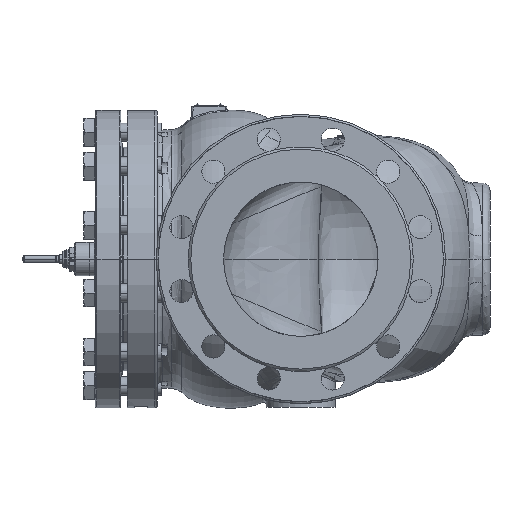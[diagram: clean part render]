
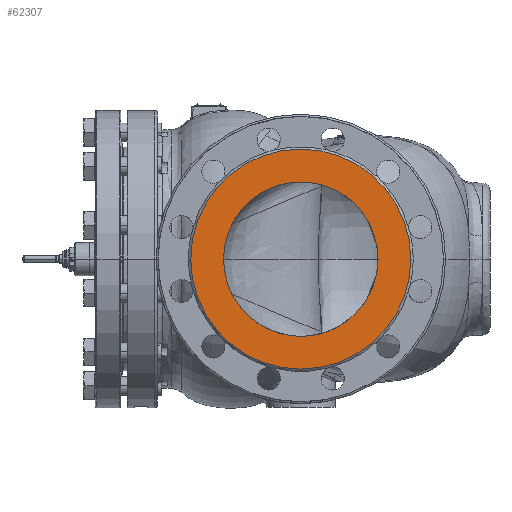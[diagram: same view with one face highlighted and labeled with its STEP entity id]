
A CAD part, left-side view. The second image highlights one B-rep face of the part: STEP entity #62307.
In plain terms, the highlighted planar face has unit normal (-1, 0, 0).
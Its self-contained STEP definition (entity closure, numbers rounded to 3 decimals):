
#13643=CARTESIAN_POINT('',(-300.,89.101,45.399));
#13644=CARTESIAN_POINT('',(-300.,91.184,41.311));
#13645=CARTESIAN_POINT('',(-300.,94.496,33.447));
#13646=CARTESIAN_POINT('',(-300.,97.685,22.344));
#13647=CARTESIAN_POINT('',(-300.,99.547,11.449));
#13648=CARTESIAN_POINT('',(-300.,100.,3.927));
#13649=CARTESIAN_POINT('',(-300.,100.,0.));
#13725=CARTESIAN_POINT('',(-300.,100.,0.));
#13726=CARTESIAN_POINT('',(-300.,100.,-3.927));
#13727=CARTESIAN_POINT('',(-300.,99.547,-11.449));
#13728=CARTESIAN_POINT('',(-300.,97.685,-22.344));
#13729=CARTESIAN_POINT('',(-300.,94.496,-33.447));
#13730=CARTESIAN_POINT('',(-300.,91.184,-41.311));
#13731=CARTESIAN_POINT('',(-300.,89.101,-45.399));
#14023=CARTESIAN_POINT('',(-300.,-100.,0.));
#14024=CARTESIAN_POINT('',(-300.,-100.,5.897));
#14025=CARTESIAN_POINT('',(-300.,-98.926,18.346));
#14026=CARTESIAN_POINT('',(-300.,-93.608,36.842));
#14027=CARTESIAN_POINT('',(-300.,-86.704,50.383));
#14028=CARTESIAN_POINT('',(-300.,-80.558,59.418));
#14029=CARTESIAN_POINT('',(-300.,-76.099,64.99));
#14030=CARTESIAN_POINT('',(-300.,-71.84,69.649));
#14031=CARTESIAN_POINT('',(-300.,-66.179,75.144));
#14032=CARTESIAN_POINT('',(-300.,-59.025,80.955));
#14033=CARTESIAN_POINT('',(-300.,-50.321,86.614));
#14034=CARTESIAN_POINT('',(-300.,-41.429,91.194));
#14035=CARTESIAN_POINT('',(-300.,-32.189,94.854));
#14036=CARTESIAN_POINT('',(-300.,-22.39,97.646));
#14037=CARTESIAN_POINT('',(-300.,-13.569,99.199));
#14038=CARTESIAN_POINT('',(-300.,-5.997,99.876));
#14039=CARTESIAN_POINT('',(-300.,-0.148,100.059));
#14040=CARTESIAN_POINT('',(-300.,5.98,99.886));
#14041=CARTESIAN_POINT('',(-300.,14.527,99.109));
#14042=CARTESIAN_POINT('',(-300.,25.858,96.952));
#14043=CARTESIAN_POINT('',(-300.,39.729,92.172));
#14044=CARTESIAN_POINT('',(-300.,50.836,86.369));
#14045=CARTESIAN_POINT('',(-300.,59.087,80.789));
#14046=CARTESIAN_POINT('',(-300.,64.888,76.208));
#14047=CARTESIAN_POINT('',(-300.,70.234,71.302));
#14048=CARTESIAN_POINT('',(-300.,75.087,66.168));
#14049=CARTESIAN_POINT('',(-300.,78.689,61.778));
#14050=CARTESIAN_POINT('',(-300.,81.303,58.252));
#14051=CARTESIAN_POINT('',(-300.,83.738,54.734));
#14052=CARTESIAN_POINT('',(-300.,86.446,50.386));
#14053=CARTESIAN_POINT('',(-300.,88.27,47.029));
#14054=CARTESIAN_POINT('',(-300.,89.101,45.399));
#14179=CARTESIAN_POINT('',(-300.,0.,0.));
#14180=DIRECTION('',(1.,0.,0.));
#14181=DIRECTION('',(0.,1.,0.));
#14182=AXIS2_PLACEMENT_3D('',#14179,#14180,#14181);
#14572=CARTESIAN_POINT('',(-300.,0.,0.));
#14573=DIRECTION('',(-1.,0.,0.));
#14574=DIRECTION('',(0.,1.,0.));
#14575=AXIS2_PLACEMENT_3D('',#14572,#14573,#14574);
#14696=CARTESIAN_POINT('',(-300.,89.101,-45.399));
#14697=CARTESIAN_POINT('',(-300.,88.27,-47.029));
#14698=CARTESIAN_POINT('',(-300.,86.446,-50.386));
#14699=CARTESIAN_POINT('',(-300.,83.738,-54.734));
#14700=CARTESIAN_POINT('',(-300.,81.303,-58.252));
#14701=CARTESIAN_POINT('',(-300.,78.689,-61.778));
#14702=CARTESIAN_POINT('',(-300.,75.087,-66.168));
#14703=CARTESIAN_POINT('',(-300.,70.234,-71.302));
#14704=CARTESIAN_POINT('',(-300.,64.888,-76.208));
#14705=CARTESIAN_POINT('',(-300.,59.087,-80.789));
#14706=CARTESIAN_POINT('',(-300.,50.836,-86.369));
#14707=CARTESIAN_POINT('',(-300.,39.729,-92.172));
#14708=CARTESIAN_POINT('',(-300.,25.858,-96.952));
#14709=CARTESIAN_POINT('',(-300.,14.527,-99.109));
#14710=CARTESIAN_POINT('',(-300.,5.98,-99.886));
#14711=CARTESIAN_POINT('',(-300.,-0.148,-100.059));
#14712=CARTESIAN_POINT('',(-300.,-5.997,-99.876));
#14713=CARTESIAN_POINT('',(-300.,-13.569,-99.199));
#14714=CARTESIAN_POINT('',(-300.,-22.39,-97.646));
#14715=CARTESIAN_POINT('',(-300.,-32.189,-94.854));
#14716=CARTESIAN_POINT('',(-300.,-41.429,-91.194));
#14717=CARTESIAN_POINT('',(-300.,-50.321,-86.614));
#14718=CARTESIAN_POINT('',(-300.,-59.025,-80.955));
#14719=CARTESIAN_POINT('',(-300.,-66.179,-75.144));
#14720=CARTESIAN_POINT('',(-300.,-71.84,-69.649));
#14721=CARTESIAN_POINT('',(-300.,-76.099,-64.99));
#14722=CARTESIAN_POINT('',(-300.,-80.558,-59.418));
#14723=CARTESIAN_POINT('',(-300.,-86.704,-50.383));
#14724=CARTESIAN_POINT('',(-300.,-93.608,-36.842));
#14725=CARTESIAN_POINT('',(-300.,-98.926,-18.346));
#14726=CARTESIAN_POINT('',(-300.,-100.,-5.897));
#14727=CARTESIAN_POINT('',(-300.,-100.,0.));
#30719=VERTEX_POINT('',#14696);
#30720=VERTEX_POINT('',#14727);
#30721=VERTEX_POINT('',#13725);
#30722=VERTEX_POINT('',#14054);
#30737=CARTESIAN_POINT('',(-300.,142.5,0.));
#30739=VERTEX_POINT('',#30737);
#30741=CARTESIAN_POINT('',(-300.,-142.5,0.));
#30743=VERTEX_POINT('',#30741);
#62289=CARTESIAN_POINT('',(-300.,0.,0.));
#62290=DIRECTION('',(1.,0.,0.));
#62291=DIRECTION('',(0.,-1.,0.));
#62292=AXIS2_PLACEMENT_3D('',#62289,#62290,#62291);
#62293=PLANE('',#62292);
#62295=ORIENTED_EDGE('',*,*,#62294,.T.);
#62297=ORIENTED_EDGE('',*,*,#62296,.F.);
#62298=EDGE_LOOP('',(#62295,#62297));
#62299=FACE_OUTER_BOUND('',#62298,.F.);
#62301=ORIENTED_EDGE('',*,*,#62300,.T.);
#62302=ORIENTED_EDGE('',*,*,#62271,.T.);
#62303=ORIENTED_EDGE('',*,*,#60161,.T.);
#62304=ORIENTED_EDGE('',*,*,#60405,.T.);
#62305=EDGE_LOOP('',(#62301,#62302,#62303,#62304));
#62306=FACE_BOUND('',#62305,.F.);
#62307=ADVANCED_FACE('',(#62299,#62306),#62293,.F.);
#13650=B_SPLINE_CURVE_WITH_KNOTS('',3,(#13643,#13644,#13645,#13646,#13647,
#13648,#13649),.UNSPECIFIED.,.F.,.F.,(4,1,1,1,4),(0.,0.25,0.5,0.75,
1.),.UNSPECIFIED.);
#13732=B_SPLINE_CURVE_WITH_KNOTS('',3,(#13725,#13726,#13727,#13728,#13729,
#13730,#13731),.UNSPECIFIED.,.F.,.F.,(4,1,1,1,4),(0.,0.25,0.5,0.75,
1.),.UNSPECIFIED.);
#14055=B_SPLINE_CURVE_WITH_KNOTS('',3,(#14023,#14024,#14025,#14026,#14027,
#14028,#14029,#14030,#14031,#14032,#14033,#14034,#14035,#14036,#14037,#14038,
#14039,#14040,#14041,#14042,#14043,#14044,#14045,#14046,#14047,#14048,#14049,
#14050,#14051,#14052,#14053,#14054),.UNSPECIFIED.,.F.,.F.,(4,1,1,1,1,1,1,1,1,1,
1,1,1,1,1,1,1,1,1,1,1,1,1,1,1,1,1,1,1,4),(0.,0.054,
0.109,0.163,0.19,0.217,
0.242,0.267,0.317,0.367,
0.417,0.467,0.517,0.567,
0.592,0.617,0.641,0.665,
0.713,0.761,0.809,0.832,
0.856,0.88,0.904,0.928,
0.94,0.952,0.976,1.),.UNSPECIFIED.);
#14183=CIRCLE('',#14182,142.5);
#14576=CIRCLE('',#14575,142.5);
#14728=B_SPLINE_CURVE_WITH_KNOTS('',3,(#14696,#14697,#14698,#14699,#14700,
#14701,#14702,#14703,#14704,#14705,#14706,#14707,#14708,#14709,#14710,#14711,
#14712,#14713,#14714,#14715,#14716,#14717,#14718,#14719,#14720,#14721,#14722,
#14723,#14724,#14725,#14726,#14727),.UNSPECIFIED.,.F.,.F.,(4,1,1,1,1,1,1,1,1,1,
1,1,1,1,1,1,1,1,1,1,1,1,1,1,1,1,1,1,1,4),(0.,0.024,
0.048,0.06,0.072,0.096,
0.12,0.144,0.168,0.191,
0.239,0.287,0.335,0.359,
0.383,0.408,0.433,0.483,
0.533,0.583,0.633,0.683,
0.733,0.758,0.783,0.81,
0.837,0.891,0.946,1.),.UNSPECIFIED.);
#60161=EDGE_CURVE('',#30722,#30721,#13650,.T.);
#60405=EDGE_CURVE('',#30721,#30719,#13732,.T.);
#62271=EDGE_CURVE('',#30720,#30722,#14055,.T.);
#62294=EDGE_CURVE('',#30739,#30743,#14183,.T.);
#62296=EDGE_CURVE('',#30739,#30743,#14576,.T.);
#62300=EDGE_CURVE('',#30719,#30720,#14728,.T.);
